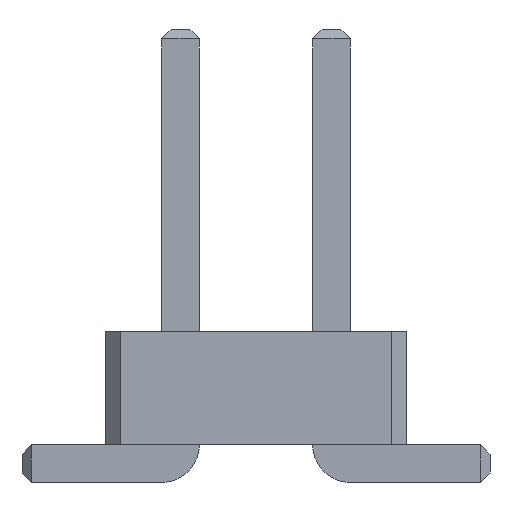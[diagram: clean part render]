
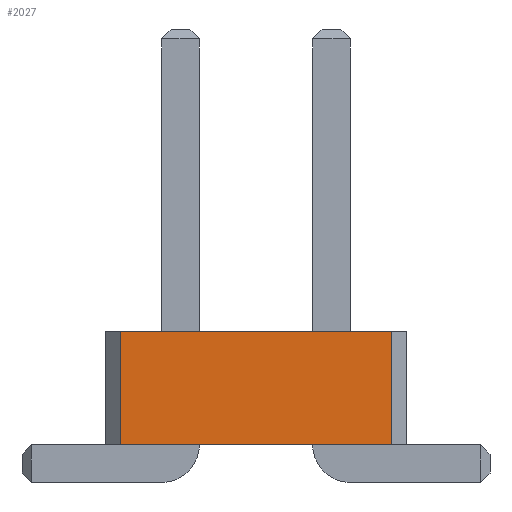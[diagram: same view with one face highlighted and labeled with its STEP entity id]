
A CAD part, front view. The second image highlights one B-rep face of the part: STEP entity #2027.
In plain terms, the highlighted planar face has unit normal (0, -1, 0).
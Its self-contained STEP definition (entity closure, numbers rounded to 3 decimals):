
#13=DIRECTION('',(0.,0.,1.));
#27=VECTOR('',#13,1.);
#67=DIRECTION('',(1.,0.,0.));
#2014=VERTEX_POINT('',#2015);
#2015=CARTESIAN_POINT('',(-1.8,-35.,2.));
#2018=EDGE_CURVE('',#2019,#2014,#2021,.T.);
#2019=VERTEX_POINT('',#2020);
#2020=CARTESIAN_POINT('',(-1.8,-35.,0.5));
#2021=LINE('',#2020,#27);
#2027=ADVANCED_FACE('',(#2028),#2045,.F.);
#2028=FACE_BOUND('',#2029,.F.);
#2029=EDGE_LOOP('',(#2030,#2031,#2037,#2042));
#2030=ORIENTED_EDGE('',*,*,#2018,.T.);
#2031=ORIENTED_EDGE('',*,*,#2032,.T.);
#2032=EDGE_CURVE('',#2014,#2033,#2035,.T.);
#2033=VERTEX_POINT('',#2034);
#2034=CARTESIAN_POINT('',(1.8,-35.,2.));
#2035=LINE('',#2015,#2036);
#2036=VECTOR('',#67,1.);
#2037=ORIENTED_EDGE('',*,*,#2038,.F.);
#2038=EDGE_CURVE('',#2039,#2033,#2041,.T.);
#2039=VERTEX_POINT('',#2040);
#2040=CARTESIAN_POINT('',(1.8,-35.,0.5));
#2041=LINE('',#2040,#27);
#2042=ORIENTED_EDGE('',*,*,#2043,.F.);
#2043=EDGE_CURVE('',#2019,#2039,#2044,.T.);
#2044=LINE('',#2020,#2036);
#2045=PLANE('',#2046);
#2046=AXIS2_PLACEMENT_3D('',#2020,#2047,#67);
#2047=DIRECTION('',(0.,1.,0.));
